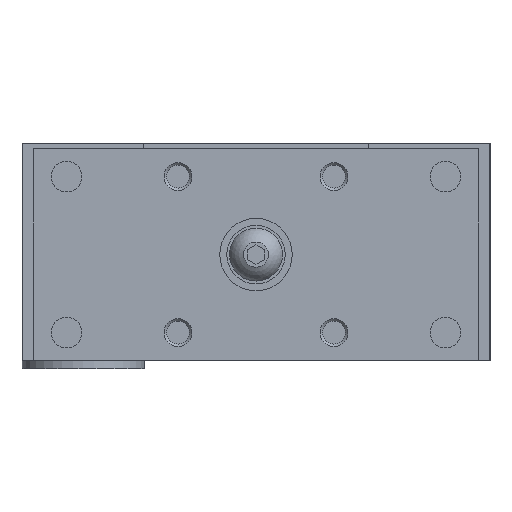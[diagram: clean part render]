
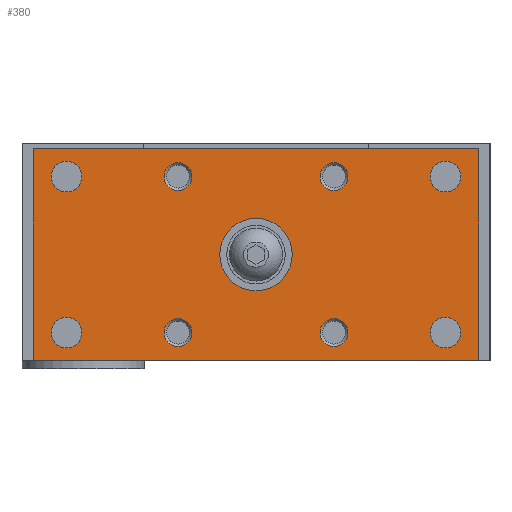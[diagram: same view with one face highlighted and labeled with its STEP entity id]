
A CAD part, left-side view. The second image highlights one B-rep face of the part: STEP entity #380.
In plain terms, the highlighted planar face has unit normal (-1, 0, 0).
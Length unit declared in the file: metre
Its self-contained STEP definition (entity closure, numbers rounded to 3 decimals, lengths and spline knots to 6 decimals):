
#380 = ADVANCED_FACE( '', ( #971, #972, #973, #974, #975, #976, #977, #978, #979, #980 ), #981, .F. );
#971 = FACE_BOUND( '', #1842, .T. );
#972 = FACE_BOUND( '', #1843, .T. );
#973 = FACE_BOUND( '', #1844, .T. );
#974 = FACE_BOUND( '', #1845, .T. );
#975 = FACE_BOUND( '', #1846, .T. );
#976 = FACE_BOUND( '', #1847, .T. );
#977 = FACE_BOUND( '', #1848, .T. );
#978 = FACE_BOUND( '', #1849, .T. );
#979 = FACE_BOUND( '', #1850, .T. );
#980 = FACE_OUTER_BOUND( '', #1851, .T. );
#981 = PLANE( '', #1852 );
#1842 = EDGE_LOOP( '', ( #2932 ) );
#1843 = EDGE_LOOP( '', ( #2933 ) );
#1844 = EDGE_LOOP( '', ( #2934 ) );
#1845 = EDGE_LOOP( '', ( #2935 ) );
#1846 = EDGE_LOOP( '', ( #2936 ) );
#1847 = EDGE_LOOP( '', ( #2937 ) );
#1848 = EDGE_LOOP( '', ( #2938 ) );
#1849 = EDGE_LOOP( '', ( #2939 ) );
#1850 = EDGE_LOOP( '', ( #2940 ) );
#1851 = EDGE_LOOP( '', ( #2941, #2942, #2943, #2944 ) );
#1852 = AXIS2_PLACEMENT_3D( '', #2945, #2946, #2947 );
#2932 = ORIENTED_EDGE( '', *, *, #4230, .T. );
#2933 = ORIENTED_EDGE( '', *, *, #4274, .T. );
#2934 = ORIENTED_EDGE( '', *, *, #4275, .T. );
#2935 = ORIENTED_EDGE( '', *, *, #4191, .T. );
#2936 = ORIENTED_EDGE( '', *, *, #4037, .T. );
#2937 = ORIENTED_EDGE( '', *, *, #4276, .T. );
#2938 = ORIENTED_EDGE( '', *, *, #4277, .F. );
#2939 = ORIENTED_EDGE( '', *, *, #4278, .F. );
#2940 = ORIENTED_EDGE( '', *, *, #4149, .T. );
#2941 = ORIENTED_EDGE( '', *, *, #4027, .T. );
#2942 = ORIENTED_EDGE( '', *, *, #4200, .T. );
#2943 = ORIENTED_EDGE( '', *, *, #4279, .T. );
#2944 = ORIENTED_EDGE( '', *, *, #4280, .T. );
#2945 = CARTESIAN_POINT( '', ( -0.015, 0.04, -0.001 ) );
#2946 = DIRECTION( '', ( 1., 0., 0. ) );
#2947 = DIRECTION( '', ( 0., 0., 1. ) );
#4027 = EDGE_CURVE( '', #4614, #4612, #4615, .T. );
#4037 = EDGE_CURVE( '', #4630, #4630, #4631, .T. );
#4149 = EDGE_CURVE( '', #4820, #4820, #4821, .T. );
#4191 = EDGE_CURVE( '', #4893, #4893, #4894, .T. );
#4200 = EDGE_CURVE( '', #4612, #4904, #4906, .T. );
#4230 = EDGE_CURVE( '', #4953, #4953, #4954, .T. );
#4274 = EDGE_CURVE( '', #5022, #5022, #5023, .T. );
#4275 = EDGE_CURVE( '', #5024, #5024, #5025, .T. );
#4276 = EDGE_CURVE( '', #5026, #5026, #5027, .T. );
#4277 = EDGE_CURVE( '', #5028, #5028, #5029, .T. );
#4278 = EDGE_CURVE( '', #5030, #5030, #5031, .T. );
#4279 = EDGE_CURVE( '', #4904, #5032, #5033, .T. );
#4280 = EDGE_CURVE( '', #5032, #4614, #5034, .T. );
#4612 = VERTEX_POINT( '', #5463 );
#4614 = VERTEX_POINT( '', #5466 );
#4615 = LINE( '', #5467, #5468 );
#4630 = VERTEX_POINT( '', #5484 );
#4631 = CIRCLE( '', #5485, 0.00275 );
#4820 = VERTEX_POINT( '', #5722 );
#4821 = CIRCLE( '', #5723, 0.0025 );
#4893 = VERTEX_POINT( '', #5814 );
#4894 = CIRCLE( '', #5815, 0.00275 );
#4904 = VERTEX_POINT( '', #5839 );
#4906 = LINE( '', #5842, #5843 );
#4953 = VERTEX_POINT( '', #5896 );
#4954 = CIRCLE( '', #5897, 0.0065 );
#5022 = VERTEX_POINT( '', #5988 );
#5023 = CIRCLE( '', #5989, 0.00275 );
#5024 = VERTEX_POINT( '', #5990 );
#5025 = CIRCLE( '', #5991, 0.00275 );
#5026 = VERTEX_POINT( '', #5992 );
#5027 = CIRCLE( '', #5993, 0.0025 );
#5028 = VERTEX_POINT( '', #5994 );
#5029 = CIRCLE( '', #5995, 0.0025 );
#5030 = VERTEX_POINT( '', #5996 );
#5031 = CIRCLE( '', #5997, 0.0025 );
#5032 = VERTEX_POINT( '', #5998 );
#5033 = LINE( '', #5999, #6000 );
#5034 = LINE( '', #6001, #6002 );
#5463 = CARTESIAN_POINT( '', ( -0.015, 0.04, -0.039 ) );
#5466 = CARTESIAN_POINT( '', ( -0.015, 0.04, -0.001 ) );
#5467 = CARTESIAN_POINT( '', ( -0.015, 0.04, -0.001 ) );
#5468 = VECTOR( '', #6641, 1. );
#5484 = CARTESIAN_POINT( '', ( -0.015, -0.03125, -0.034 ) );
#5485 = AXIS2_PLACEMENT_3D( '', #6658, #6659, #6660 );
#5722 = CARTESIAN_POINT( '', ( -0.015, -0.0115, -0.034 ) );
#5723 = AXIS2_PLACEMENT_3D( '', #6840, #6841, #6842 );
#5814 = CARTESIAN_POINT( '', ( -0.015, 0.03675, -0.034 ) );
#5815 = AXIS2_PLACEMENT_3D( '', #6907, #6908, #6909 );
#5839 = CARTESIAN_POINT( '', ( -0.015, -0.04, -0.039 ) );
#5842 = CARTESIAN_POINT( '', ( -0.015, 0.04, -0.039 ) );
#5843 = VECTOR( '', #6918, 1. );
#5896 = CARTESIAN_POINT( '', ( -0.015, 0.0065, -0.02 ) );
#5897 = AXIS2_PLACEMENT_3D( '', #6964, #6965, #6966 );
#5988 = CARTESIAN_POINT( '', ( -0.015, 0.03675, -0.006 ) );
#5989 = AXIS2_PLACEMENT_3D( '', #7031, #7032, #7033 );
#5990 = CARTESIAN_POINT( '', ( -0.015, -0.03125, -0.006 ) );
#5991 = AXIS2_PLACEMENT_3D( '', #7034, #7035, #7036 );
#5992 = CARTESIAN_POINT( '', ( -0.015, 0.0115, -0.006 ) );
#5993 = AXIS2_PLACEMENT_3D( '', #7037, #7038, #7039 );
#5994 = CARTESIAN_POINT( '', ( -0.015, -0.0115, -0.006 ) );
#5995 = AXIS2_PLACEMENT_3D( '', #7040, #7041, #7042 );
#5996 = CARTESIAN_POINT( '', ( -0.015, 0.0115, -0.034 ) );
#5997 = AXIS2_PLACEMENT_3D( '', #7043, #7044, #7045 );
#5998 = CARTESIAN_POINT( '', ( -0.015, -0.04, -0.001 ) );
#5999 = CARTESIAN_POINT( '', ( -0.015, -0.04, -0.039 ) );
#6000 = VECTOR( '', #7046, 1. );
#6001 = CARTESIAN_POINT( '', ( -0.015, -0.04, -0.001 ) );
#6002 = VECTOR( '', #7047, 1. );
#6641 = DIRECTION( '', ( 0., 0., -1. ) );
#6658 = CARTESIAN_POINT( '', ( -0.015, -0.034, -0.034 ) );
#6659 = DIRECTION( '', ( 1., 0., 0. ) );
#6660 = DIRECTION( '', ( 0., 1., 0. ) );
#6840 = CARTESIAN_POINT( '', ( -0.015, -0.014, -0.034 ) );
#6841 = DIRECTION( '', ( 1., 0., 0. ) );
#6842 = DIRECTION( '', ( 0., 1., 0. ) );
#6907 = CARTESIAN_POINT( '', ( -0.015, 0.034, -0.034 ) );
#6908 = DIRECTION( '', ( 1., 0., 0. ) );
#6909 = DIRECTION( '', ( 0., 1., 0. ) );
#6918 = DIRECTION( '', ( 0., -1., 0. ) );
#6964 = CARTESIAN_POINT( '', ( -0.015, 0., -0.02 ) );
#6965 = DIRECTION( '', ( 1., 0., 0. ) );
#6966 = DIRECTION( '', ( 0., 1., 0. ) );
#7031 = CARTESIAN_POINT( '', ( -0.015, 0.034, -0.006 ) );
#7032 = DIRECTION( '', ( 1., 0., 0. ) );
#7033 = DIRECTION( '', ( 0., 1., 0. ) );
#7034 = CARTESIAN_POINT( '', ( -0.015, -0.034, -0.006 ) );
#7035 = DIRECTION( '', ( 1., 0., 0. ) );
#7036 = DIRECTION( '', ( 0., 1., 0. ) );
#7037 = CARTESIAN_POINT( '', ( -0.015, 0.014, -0.006 ) );
#7038 = DIRECTION( '', ( 1., 0., 0. ) );
#7039 = DIRECTION( '', ( 0., -1., 0. ) );
#7040 = CARTESIAN_POINT( '', ( -0.015, -0.014, -0.006 ) );
#7041 = DIRECTION( '', ( -1., 0., 0. ) );
#7042 = DIRECTION( '', ( 0., 1., 0. ) );
#7043 = CARTESIAN_POINT( '', ( -0.015, 0.014, -0.034 ) );
#7044 = DIRECTION( '', ( -1., 0., 0. ) );
#7045 = DIRECTION( '', ( 0., -1., 0. ) );
#7046 = DIRECTION( '', ( 0., 0., 1. ) );
#7047 = DIRECTION( '', ( 0., 1., 0. ) );
